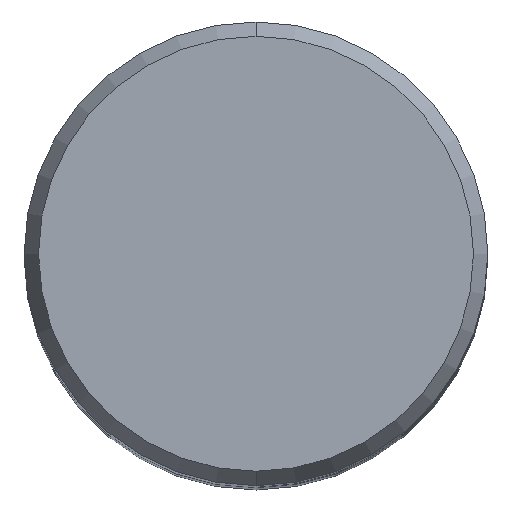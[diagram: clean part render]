
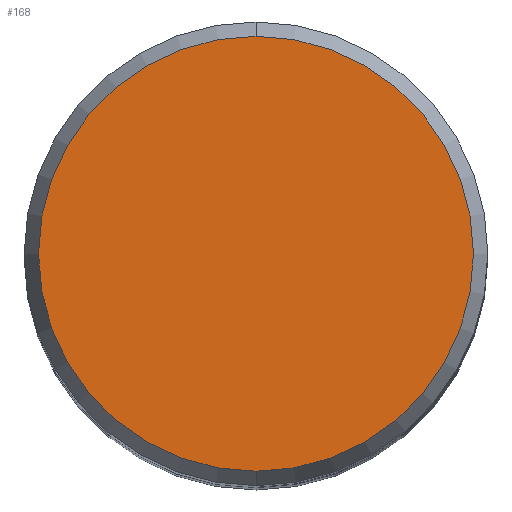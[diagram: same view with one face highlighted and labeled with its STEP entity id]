
A CAD part, top view. The second image highlights one B-rep face of the part: STEP entity #168.
In plain terms, the highlighted planar face has unit normal (0, 0, 1).
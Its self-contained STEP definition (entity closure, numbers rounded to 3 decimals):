
#126=EDGE_CURVE('',#128,#178,#253,.T.);
#128=VERTEX_POINT('',#255);
#136=EDGE_CURVE('',#178,#128,#265,.T.);
#168=ADVANCED_FACE('',(#300),#301,.T.);
#178=VERTEX_POINT('',#313);
#253=CIRCLE('',#390,10.425);
#255=CARTESIAN_POINT('',(0.,-10.425,0.01));
#265=CIRCLE('',#403,10.425);
#300=FACE_OUTER_BOUND('',#449,.T.);
#301=PLANE('',#450);
#313=CARTESIAN_POINT('',(0.0,10.425,0.01));
#390=AXIS2_PLACEMENT_3D('',#539,#540,#541);
#403=AXIS2_PLACEMENT_3D('',#556,#557,#558);
#449=EDGE_LOOP('',(#595,#596));
#450=AXIS2_PLACEMENT_3D('',#597,#598,#599);
#539=CARTESIAN_POINT('',(0.0,0.0,0.01));
#540=DIRECTION('',(0.0,0.0,-1.0));
#541=DIRECTION('',(0.0,1.0,0.0));
#556=CARTESIAN_POINT('',(0.0,0.0,0.01));
#557=DIRECTION('',(0.0,0.0,-1.0));
#558=DIRECTION('',(0.0,1.0,0.0));
#595=ORIENTED_EDGE('',*,*,#136,.F.);
#596=ORIENTED_EDGE('',*,*,#126,.F.);
#597=CARTESIAN_POINT('',(0.0,5.212,0.01));
#598=DIRECTION('',(-0.0,0.0,1.0));
#599=DIRECTION('',(0.0,-1.0,0.0));
